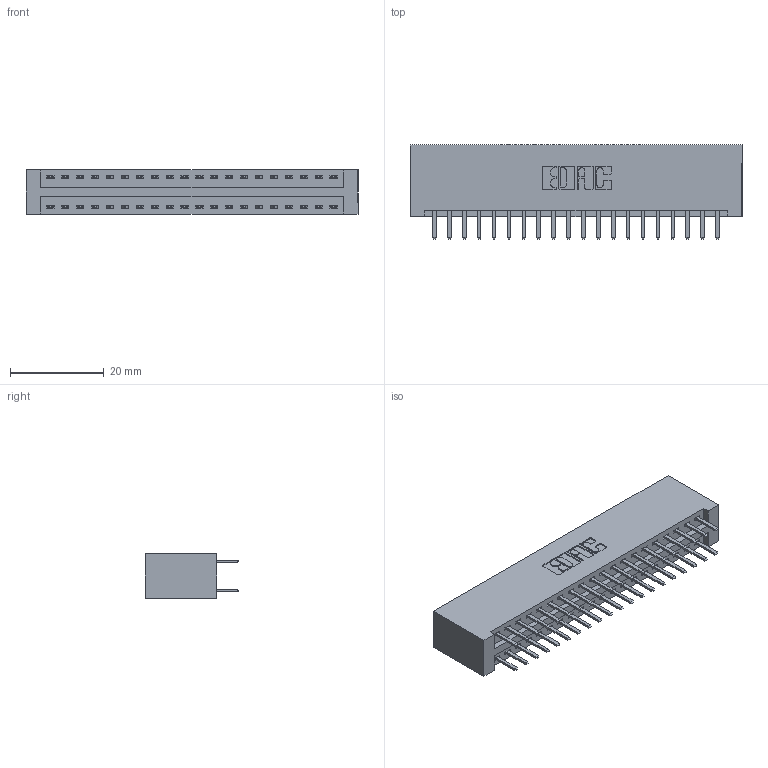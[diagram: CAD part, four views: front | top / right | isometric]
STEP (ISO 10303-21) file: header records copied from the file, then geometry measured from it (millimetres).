
FILE_DESCRIPTION (( 'STEP AP203' ), '1' );
FILE_NAME ('396-040-520-201.STEP', '2019-10-30T08:29:55', ( '' ), ( '' ), 'SwSTEP 2.0', 'SolidWorks 2016', '' );
FILE_SCHEMA (( 'CONFIG_CONTROL_DESIGN' ));
Length unit declared in the file: inch
Products named in the file (3): 345-292-001_345-293-120; 346 Part_No Mounting Lugs; 396-040-520-201
Assembly tree (41 placements, depth 2):
  396-040-520-201
    346 Part_No Mounting Lugs
    345-292-001_345-293-120  x40
Bounding box: 70.74 x 20.02 x 9.4 mm (x, y, z)
Volume: 7282.8 mm3; surface area: 9786.8 mm2
Topology: 41 solids, 41 shells, 2354 faces, 6825 edges, 4442 vertices
Faces by surface type: plane 1552, cylinder 802
Entity records: 15851 total; most frequent: CARTESIAN_POINT 2652, ORIENTED_EDGE 2574, DIRECTION 2371, EDGE_CURVE 1287, VECTOR 1079, LINE 1079, VERTEX_POINT 854, AXIS2_PLACEMENT_3D 646
